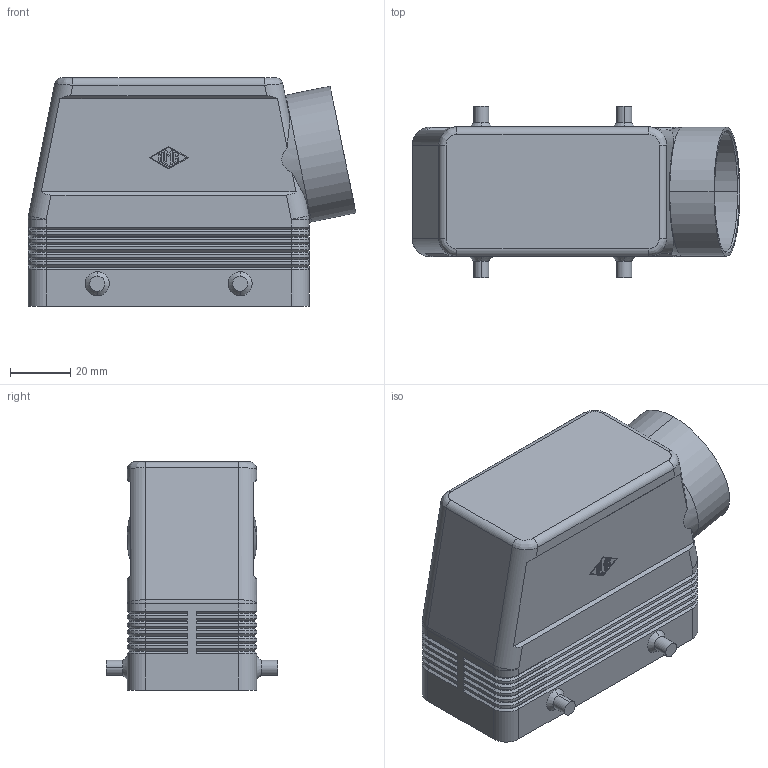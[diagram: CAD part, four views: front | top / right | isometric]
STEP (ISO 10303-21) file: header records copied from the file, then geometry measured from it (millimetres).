
FILE_DESCRIPTION(('Creo Elements/Direct Modeling STEP Export'),'2;1');
FILE_NAME('0ln7uvk49bk4nap4700','2017-02-23T 8:18:58',(''),(''),'PTC Creo Elements/Direct Modeling STEP processor for AP214 (Solid Model)','PTC Creo Elements/Direct Modeling 19.0E 27-Jun-2016 (C) Parametric Technology GmbH','');
FILE_SCHEMA(('AUTOMOTIVE_DESIGN { 1 0 10303 214 1 1 1 1 }'));
Length unit declared in the file: millimetre
Products named in the file (1): MAOE_16.40
Bounding box: 108.99 x 57 x 76 mm (x, y, z)
Volume: 69592.7 mm3; surface area: 47139.4 mm2
Topology: 1 solids, 1 shells, 431 faces, 1029 edges, 610 vertices
Faces by surface type: plane 232, cylinder 119, cone 70, bspline 4, sphere 4, torus 2
Entity records: 16043 total; most frequent: CARTESIAN_POINT 2755, ORIENTED_EDGE 2042, DIRECTION 2035, EDGE_CURVE 1021, VECTOR 715, LINE 715, AXIS2_PLACEMENT_3D 660, VERTEX_POINT 610
